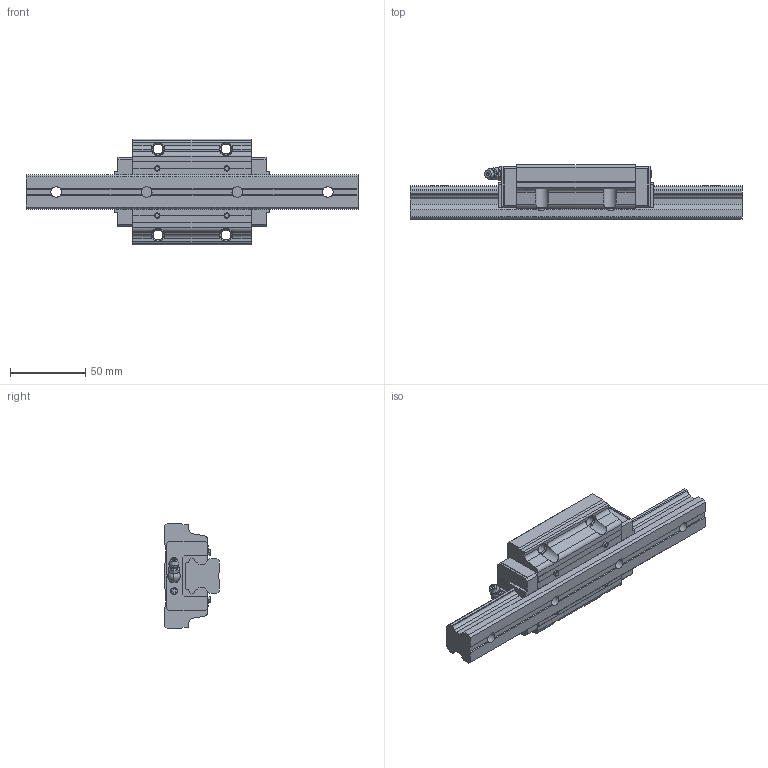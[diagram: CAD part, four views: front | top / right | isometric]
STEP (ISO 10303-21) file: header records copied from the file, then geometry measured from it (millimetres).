
FILE_DESCRIPTION( ( '' ), '1' );
FILE_NAME( 'HSR25 LA 1 SS +220L( 20B-M6F058.9000).stp', '2015-10-08T14:54:42', ( '' ), ( '' ), ' ', ' ', ' ' );
FILE_SCHEMA( ( 'automotive_design' ) );
Length unit declared in the file: millimetre
Products named in the file (3): 1; 2; 3
Bounding box: 220 x 36 x 70 mm (x, y, z)
Volume: 226414 mm3; surface area: 49836.6 mm2
Topology: 3 solids, 3 shells, 350 faces, 977 edges, 638 vertices
Faces by surface type: plane 208, cylinder 76, cone 38, torus 22, sphere 6
Entity records: 22519 total; most frequent: CARTESIAN_POINT 2458, STYLED_ITEM 1960, PRESENTATION_STYLE_ASSIGNMENT 1960, COLOUR_RGB 1960, ORIENTED_EDGE 1938, DIRECTION 1932, EDGE_CURVE 969, CURVE_STYLE 969
